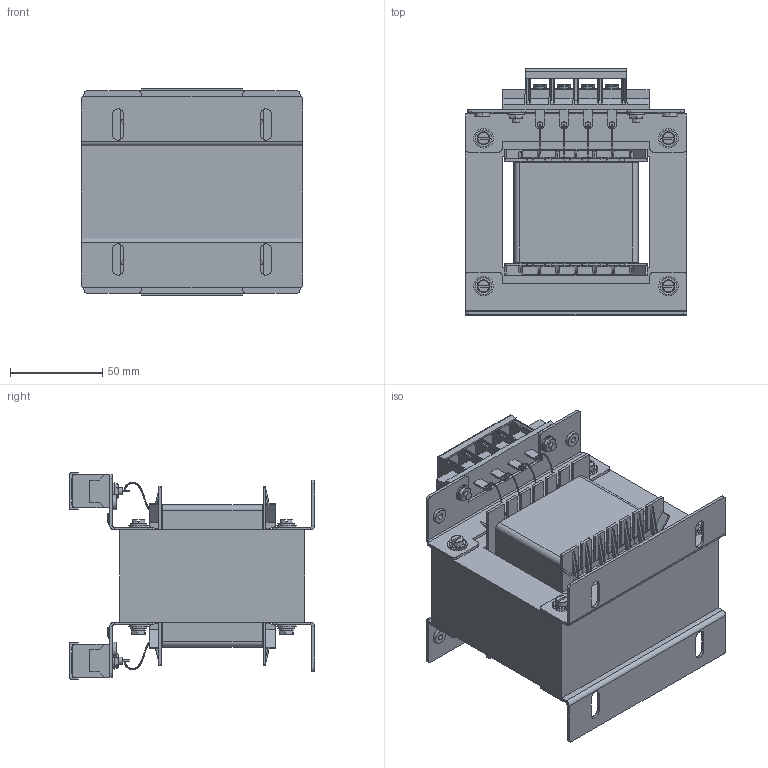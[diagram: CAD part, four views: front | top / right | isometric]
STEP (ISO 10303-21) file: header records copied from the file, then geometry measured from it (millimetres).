
FILE_DESCRIPTION (( 'STEP AP214' ), '1' );
FILE_NAME ('9305 STEP.STEP', '2025-04-11T08:54:21', ( '' ), ( '' ), 'SwSTEP 2.0', 'SolidWorks 2022', '' );
FILE_SCHEMA (( 'AUTOMOTIVE_DESIGN' ));
Length unit declared in the file: millimetre
Products named in the file (1): 9305 STEP
Bounding box: 120 x 133 x 111.78 mm (x, y, z)
Volume: 727146.4 mm3; surface area: 216764.9 mm2
Topology: 63 solids, 63 shells, 3091 faces, 7867 edges, 4930 vertices
Faces by surface type: plane 1954, cylinder 673, torus 164, bspline 156, cone 144
Entity records: 135568 total; most frequent: CARTESIAN_POINT 28025, ORIENTED_EDGE 15670, DIRECTION 14081, EDGE_CURVE 7835, LINE 5225, VECTOR 5225, VERTEX_POINT 4930, AXIS2_PLACEMENT_3D 4428
